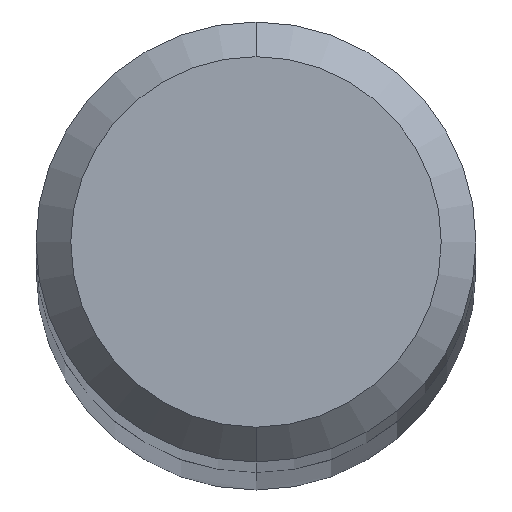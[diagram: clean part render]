
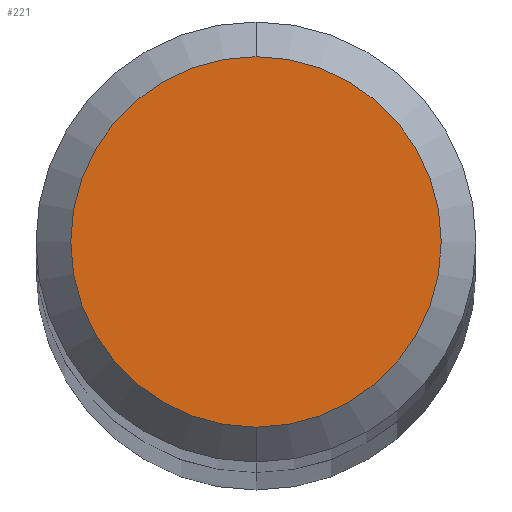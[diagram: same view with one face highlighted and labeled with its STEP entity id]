
A CAD part, top view. The second image highlights one B-rep face of the part: STEP entity #221.
In plain terms, the highlighted planar face has unit normal (0, 0, 1).
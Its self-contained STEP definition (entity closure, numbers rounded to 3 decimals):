
#219=VERTEX_POINT('',#484);
#221=ADVANCED_FACE('',(#486),#487,.T.);
#223=VERTEX_POINT('',#489);
#267=EDGE_CURVE('',#223,#219,#539,.T.);
#293=EDGE_CURVE('',#219,#223,#568,.T.);
#484=CARTESIAN_POINT('',(0.0,1.6,50.0));
#486=FACE_OUTER_BOUND('',#840,.T.);
#487=PLANE('',#841);
#489=CARTESIAN_POINT('',(0.,-1.6,50.0));
#539=CIRCLE('',#988,1.6);
#568=CIRCLE('',#1040,1.6);
#840=EDGE_LOOP('',(#1359,#1360));
#841=AXIS2_PLACEMENT_3D('',#1361,#1362,#1363);
#988=AXIS2_PLACEMENT_3D('',#1424,#1425,#1426);
#1040=AXIS2_PLACEMENT_3D('',#1456,#1457,#1458);
#1359=ORIENTED_EDGE('',*,*,#293,.F.);
#1360=ORIENTED_EDGE('',*,*,#267,.F.);
#1361=CARTESIAN_POINT('',(0.0,0.8,50.0));
#1362=DIRECTION('',(0.0,0.0,1.0));
#1363=DIRECTION('',(0.0,-1.0,0.0));
#1424=CARTESIAN_POINT('',(0.0,0.0,50.0));
#1425=DIRECTION('',(0.0,0.0,-1.0));
#1426=DIRECTION('',(0.0,1.0,0.0));
#1456=CARTESIAN_POINT('',(0.0,0.0,50.0));
#1457=DIRECTION('',(0.0,0.0,-1.0));
#1458=DIRECTION('',(0.0,1.0,0.0));
